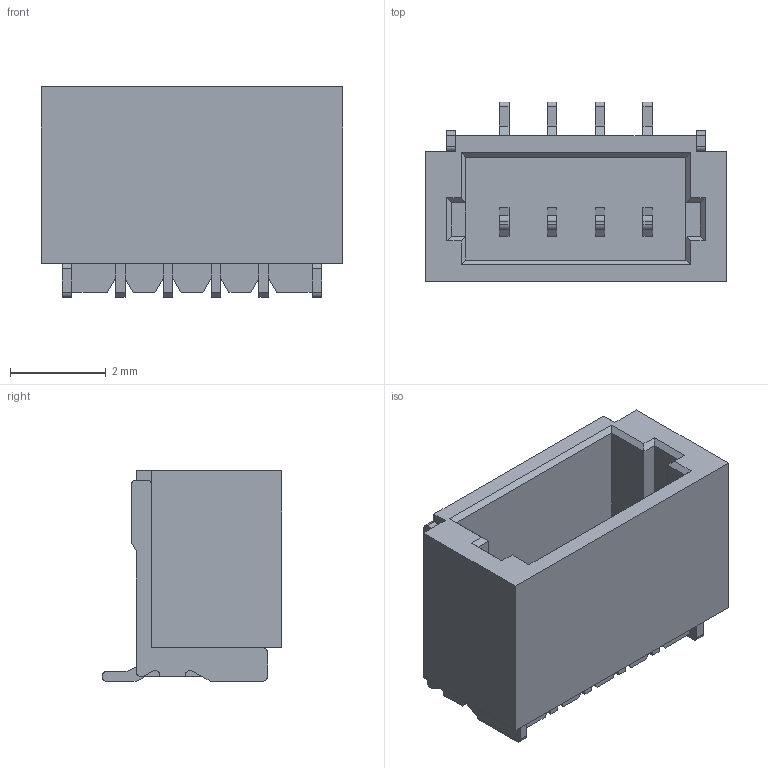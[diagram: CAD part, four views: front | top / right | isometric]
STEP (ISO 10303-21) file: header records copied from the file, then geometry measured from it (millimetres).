
FILE_DESCRIPTION (( 'STEP AP214' ), '1' );
FILE_NAME ('CONN-SMD_4P-P1.00_HC-1.0-4PLT.step', '2022-07-29T13:42:57', ( '' ), ( '' ), 'SwSTEP 2.0', 'SolidWorks 2020', '' );
FILE_SCHEMA (( 'AUTOMOTIVE_DESIGN' ));
Length unit declared in the file: millimetre
Products named in the file (1): CONN-SMD_4P-P1.00_HC-1.0-4PLT
Bounding box: 6.3 x 3.76 x 4.4 mm (x, y, z)
Volume: 47.5 mm3; surface area: 214.6 mm2
Topology: 24 solids, 24 shells, 494 faces, 1293 edges, 858 vertices
Faces by surface type: plane 348, bspline 112, cylinder 34
Entity records: 21293 total; most frequent: CARTESIAN_POINT 4750, ORIENTED_EDGE 2586, DIRECTION 1899, EDGE_CURVE 1293, LINE 997, VECTOR 997, VERTEX_POINT 858, EDGE_LOOP 517
